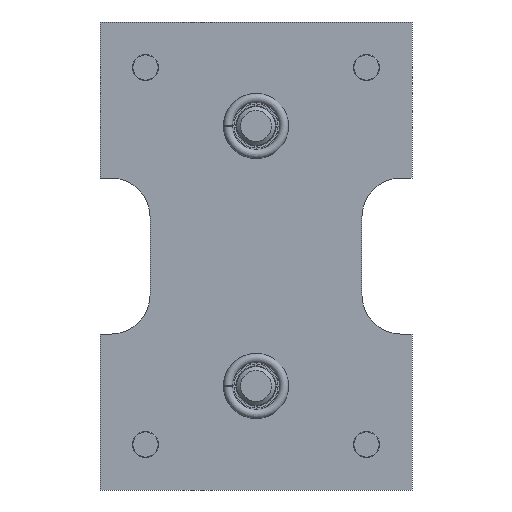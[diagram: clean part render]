
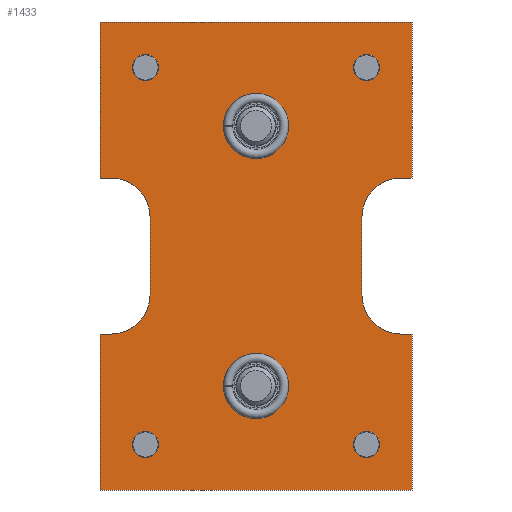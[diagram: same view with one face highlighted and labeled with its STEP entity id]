
A CAD part, front view. The second image highlights one B-rep face of the part: STEP entity #1433.
In plain terms, the highlighted planar face has unit normal (0, -1, 0).
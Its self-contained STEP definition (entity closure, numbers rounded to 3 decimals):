
#150=CIRCLE('',#1598,3.);
#151=CIRCLE('',#1599,3.);
#152=CIRCLE('',#1600,3.);
#153=CIRCLE('',#1601,3.);
#154=CIRCLE('',#1602,1.007);
#155=CIRCLE('',#1603,1.007);
#156=CIRCLE('',#1604,1.007);
#157=CIRCLE('',#1605,1.007);
#158=CIRCLE('',#1606,2.5);
#159=CIRCLE('',#1607,2.5);
#270=ORIENTED_EDGE('',*,*,#620,.T.);
#271=ORIENTED_EDGE('',*,*,#587,.F.);
#272=ORIENTED_EDGE('',*,*,#600,.F.);
#273=ORIENTED_EDGE('',*,*,#597,.F.);
#274=ORIENTED_EDGE('',*,*,#621,.F.);
#275=ORIENTED_EDGE('',*,*,#622,.T.);
#276=ORIENTED_EDGE('',*,*,#623,.T.);
#277=ORIENTED_EDGE('',*,*,#624,.T.);
#278=ORIENTED_EDGE('',*,*,#625,.T.);
#279=ORIENTED_EDGE('',*,*,#595,.F.);
#280=ORIENTED_EDGE('',*,*,#602,.F.);
#281=ORIENTED_EDGE('',*,*,#589,.F.);
#282=ORIENTED_EDGE('',*,*,#626,.F.);
#283=ORIENTED_EDGE('',*,*,#627,.T.);
#284=ORIENTED_EDGE('',*,*,#628,.T.);
#285=ORIENTED_EDGE('',*,*,#629,.T.);
#286=ORIENTED_EDGE('',*,*,#630,.F.);
#287=ORIENTED_EDGE('',*,*,#631,.F.);
#288=ORIENTED_EDGE('',*,*,#632,.F.);
#289=ORIENTED_EDGE('',*,*,#633,.F.);
#290=ORIENTED_EDGE('',*,*,#634,.F.);
#291=ORIENTED_EDGE('',*,*,#635,.F.);
#587=EDGE_CURVE('',#767,#765,#893,.T.);
#589=EDGE_CURVE('',#768,#770,#895,.T.);
#595=EDGE_CURVE('',#775,#773,#901,.T.);
#597=EDGE_CURVE('',#776,#778,#903,.T.);
#600=EDGE_CURVE('',#778,#767,#906,.T.);
#602=EDGE_CURVE('',#770,#775,#908,.T.);
#620=EDGE_CURVE('',#794,#765,#916,.T.);
#621=EDGE_CURVE('',#795,#776,#917,.T.);
#622=EDGE_CURVE('',#795,#796,#150,.T.);
#623=EDGE_CURVE('',#796,#797,#918,.T.);
#624=EDGE_CURVE('',#797,#798,#151,.T.);
#625=EDGE_CURVE('',#798,#773,#919,.T.);
#626=EDGE_CURVE('',#799,#768,#920,.T.);
#627=EDGE_CURVE('',#799,#800,#152,.T.);
#628=EDGE_CURVE('',#800,#801,#921,.T.);
#629=EDGE_CURVE('',#801,#794,#153,.T.);
#630=EDGE_CURVE('',#802,#802,#154,.T.);
#631=EDGE_CURVE('',#803,#803,#155,.T.);
#632=EDGE_CURVE('',#804,#804,#156,.T.);
#633=EDGE_CURVE('',#805,#805,#157,.T.);
#634=EDGE_CURVE('',#806,#806,#158,.T.);
#635=EDGE_CURVE('',#807,#807,#159,.T.);
#765=VERTEX_POINT('',#2269);
#767=VERTEX_POINT('',#2273);
#768=VERTEX_POINT('',#2277);
#770=VERTEX_POINT('',#2280);
#773=VERTEX_POINT('',#2287);
#775=VERTEX_POINT('',#2291);
#776=VERTEX_POINT('',#2295);
#778=VERTEX_POINT('',#2298);
#794=VERTEX_POINT('',#2341);
#795=VERTEX_POINT('',#2343);
#796=VERTEX_POINT('',#2345);
#797=VERTEX_POINT('',#2347);
#798=VERTEX_POINT('',#2349);
#799=VERTEX_POINT('',#2352);
#800=VERTEX_POINT('',#2354);
#801=VERTEX_POINT('',#2356);
#802=VERTEX_POINT('',#2359);
#803=VERTEX_POINT('',#2361);
#804=VERTEX_POINT('',#2363);
#805=VERTEX_POINT('',#2365);
#806=VERTEX_POINT('',#2367);
#807=VERTEX_POINT('',#2369);
#893=LINE('',#2274,#973);
#895=LINE('',#2279,#975);
#901=LINE('',#2292,#981);
#903=LINE('',#2297,#983);
#906=LINE('',#2303,#986);
#908=LINE('',#2306,#988);
#916=LINE('',#2340,#996);
#917=LINE('',#2342,#997);
#918=LINE('',#2346,#998);
#919=LINE('',#2350,#999);
#920=LINE('',#2351,#1000);
#921=LINE('',#2355,#1001);
#973=VECTOR('',#1788,1000.);
#975=VECTOR('',#1792,1000.);
#981=VECTOR('',#1800,1000.);
#983=VECTOR('',#1804,1000.);
#986=VECTOR('',#1809,1000.);
#988=VECTOR('',#1813,1000.);
#996=VECTOR('',#1845,1000.);
#997=VECTOR('',#1846,1000.);
#998=VECTOR('',#1849,1000.);
#999=VECTOR('',#1852,1000.);
#1000=VECTOR('',#1853,1000.);
#1001=VECTOR('',#1856,1000.);
#1063=EDGE_LOOP('',(#270,#271,#272,#273,#274,#275,#276,#277,#278,#279,#280,
#281,#282,#283,#284,#285));
#1064=EDGE_LOOP('',(#286));
#1065=EDGE_LOOP('',(#287));
#1066=EDGE_LOOP('',(#288));
#1067=EDGE_LOOP('',(#289));
#1068=EDGE_LOOP('',(#290));
#1069=EDGE_LOOP('',(#291));
#1223=FACE_BOUND('',#1063,.T.);
#1224=FACE_BOUND('',#1064,.T.);
#1225=FACE_BOUND('',#1065,.T.);
#1226=FACE_BOUND('',#1066,.T.);
#1227=FACE_BOUND('',#1067,.T.);
#1228=FACE_BOUND('',#1068,.T.);
#1229=FACE_BOUND('',#1069,.T.);
#1379=PLANE('',#1597);
#1433=ADVANCED_FACE('',(#1223,#1224,#1225,#1226,#1227,#1228,#1229),#1379,
 .F.);
#1597=AXIS2_PLACEMENT_3D('',#2339,#1843,#1844);
#1598=AXIS2_PLACEMENT_3D('',#2344,#1847,#1848);
#1599=AXIS2_PLACEMENT_3D('',#2348,#1850,#1851);
#1600=AXIS2_PLACEMENT_3D('',#2353,#1854,#1855);
#1601=AXIS2_PLACEMENT_3D('',#2357,#1857,#1858);
#1602=AXIS2_PLACEMENT_3D('',#2358,#1859,#1860);
#1603=AXIS2_PLACEMENT_3D('',#2360,#1861,#1862);
#1604=AXIS2_PLACEMENT_3D('',#2362,#1863,#1864);
#1605=AXIS2_PLACEMENT_3D('',#2364,#1865,#1866);
#1606=AXIS2_PLACEMENT_3D('',#2366,#1867,#1868);
#1607=AXIS2_PLACEMENT_3D('',#2368,#1869,#1870);
#1788=DIRECTION('',(0.,0.,1.));
#1792=DIRECTION('',(0.,0.,1.));
#1800=DIRECTION('',(0.,0.,-1.));
#1804=DIRECTION('',(0.,0.,-1.));
#1809=DIRECTION('',(-1.,0.,0.));
#1813=DIRECTION('',(1.,0.,0.));
#1843=DIRECTION('',(0.,1.,0.));
#1844=DIRECTION('',(0.,0.,1.));
#1845=DIRECTION('',(-1.,0.,0.));
#1846=DIRECTION('',(1.,0.,0.));
#1847=DIRECTION('',(0.,1.,0.));
#1848=DIRECTION('',(1.,0.,0.));
#1849=DIRECTION('',(0.,0.,1.));
#1850=DIRECTION('',(0.,1.,0.));
#1851=DIRECTION('',(1.,0.,0.));
#1852=DIRECTION('',(1.,0.,0.));
#1853=DIRECTION('',(-1.,0.,0.));
#1854=DIRECTION('',(0.,1.,0.));
#1855=DIRECTION('',(1.,0.,0.));
#1856=DIRECTION('',(0.,0.,-1.));
#1857=DIRECTION('',(0.,1.,0.));
#1858=DIRECTION('',(1.,0.,0.));
#1859=DIRECTION('',(0.,-1.,0.));
#1860=DIRECTION('',(0.,0.,-1.));
#1861=DIRECTION('',(0.,-1.,0.));
#1862=DIRECTION('',(0.,0.,-1.));
#1863=DIRECTION('',(0.,-1.,0.));
#1864=DIRECTION('',(0.,0.,-1.));
#1865=DIRECTION('',(0.,-1.,0.));
#1866=DIRECTION('',(0.,0.,-1.));
#1867=DIRECTION('',(0.,-1.,0.));
#1868=DIRECTION('',(0.,0.,-1.));
#1869=DIRECTION('',(0.,-1.,0.));
#1870=DIRECTION('',(0.,0.,-1.));
#2269=CARTESIAN_POINT('',(-12.,0.,-6.));
#2273=CARTESIAN_POINT('',(-12.,0.,-18.));
#2274=CARTESIAN_POINT('',(-12.,0.,-18.));
#2277=CARTESIAN_POINT('',(-12.,0.,6.));
#2279=CARTESIAN_POINT('',(-12.,0.,-18.));
#2280=CARTESIAN_POINT('',(-12.,0.,18.));
#2287=CARTESIAN_POINT('',(12.,0.,6.));
#2291=CARTESIAN_POINT('',(12.,0.,18.));
#2292=CARTESIAN_POINT('',(12.,0.,18.));
#2295=CARTESIAN_POINT('',(12.,0.,-6.));
#2297=CARTESIAN_POINT('',(12.,0.,18.));
#2298=CARTESIAN_POINT('',(12.,0.,-18.));
#2303=CARTESIAN_POINT('',(12.,0.,-18.));
#2306=CARTESIAN_POINT('',(-12.,0.,18.));
#2339=CARTESIAN_POINT('',(0.,0.,0.));
#2340=CARTESIAN_POINT('',(-11.15,0.,-6.));
#2341=CARTESIAN_POINT('',(-11.15,0.,-6.));
#2342=CARTESIAN_POINT('',(0.,0.,-6.));
#2343=CARTESIAN_POINT('',(11.15,0.,-6.));
#2344=CARTESIAN_POINT('',(11.15,0.,-3.));
#2345=CARTESIAN_POINT('',(8.15,0.,-3.));
#2346=CARTESIAN_POINT('',(8.15,0.,-3.));
#2347=CARTESIAN_POINT('',(8.15,0.,3.));
#2348=CARTESIAN_POINT('',(11.15,0.,3.));
#2349=CARTESIAN_POINT('',(11.15,0.,6.));
#2350=CARTESIAN_POINT('',(11.15,0.,6.));
#2351=CARTESIAN_POINT('',(0.,0.,6.));
#2352=CARTESIAN_POINT('',(-11.15,0.,6.));
#2353=CARTESIAN_POINT('',(-11.15,0.,3.));
#2354=CARTESIAN_POINT('',(-8.15,0.,3.));
#2355=CARTESIAN_POINT('',(-8.15,0.,3.));
#2356=CARTESIAN_POINT('',(-8.15,0.,-3.));
#2357=CARTESIAN_POINT('',(-11.15,0.,-3.));
#2358=CARTESIAN_POINT('',(-8.5,0.,14.5));
#2359=CARTESIAN_POINT('',(-8.5,0.,13.494));
#2360=CARTESIAN_POINT('',(-8.5,0.,-14.5));
#2361=CARTESIAN_POINT('',(-8.5,0.,-15.507));
#2362=CARTESIAN_POINT('',(8.5,0.,14.5));
#2363=CARTESIAN_POINT('',(8.5,0.,13.494));
#2364=CARTESIAN_POINT('',(8.5,0.,-14.5));
#2365=CARTESIAN_POINT('',(8.5,0.,-15.507));
#2366=CARTESIAN_POINT('',(0.,0.,10.));
#2367=CARTESIAN_POINT('',(0.,0.,7.5));
#2368=CARTESIAN_POINT('',(0.,0.,-10.));
#2369=CARTESIAN_POINT('',(0.,0.,-12.5));
